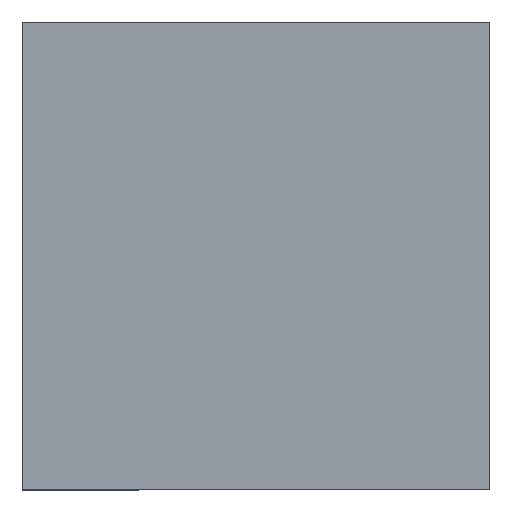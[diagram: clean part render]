
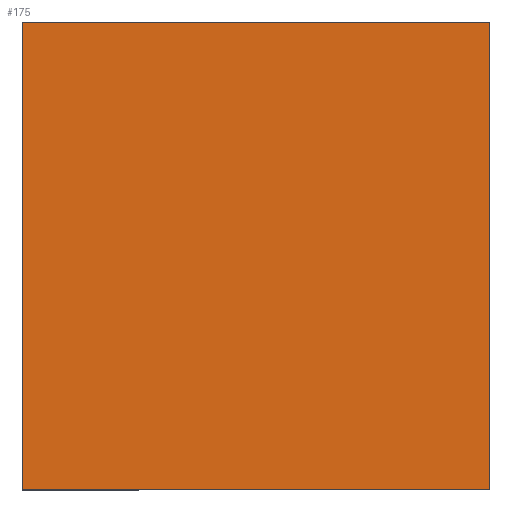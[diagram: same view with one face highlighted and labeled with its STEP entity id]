
A CAD part, top view. The second image highlights one B-rep face of the part: STEP entity #175.
In plain terms, the highlighted planar face has unit normal (0, 0, 1).
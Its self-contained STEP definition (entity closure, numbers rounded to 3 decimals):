
#2 = LINE ( 'NONE', #102, #233 ) ;
#8 = DIRECTION ( 'NONE',  ( 0., -1., 0. ) ) ;
#10 = VERTEX_POINT ( 'NONE', #226 ) ;
#11 = VERTEX_POINT ( 'NONE', #123 ) ;
#13 = DIRECTION ( 'NONE',  ( 0., 0., 1. ) ) ;
#28 = LINE ( 'NONE', #183, #66 ) ;
#29 = PLANE ( 'NONE',  #95 ) ;
#30 = CARTESIAN_POINT ( 'NONE',  ( -50.8, 50.8, 1. ) ) ;
#31 = ORIENTED_EDGE ( 'NONE', *, *, #136, .T. ) ;
#33 = FACE_OUTER_BOUND ( 'NONE', #96, .T. ) ;
#35 = ORIENTED_EDGE ( 'NONE', *, *, #193, .T. ) ;
#39 = VECTOR ( 'NONE', #45, 1000. ) ;
#45 = DIRECTION ( 'NONE',  ( 1., 0., 0. ) ) ;
#64 = VERTEX_POINT ( 'NONE', #224 ) ;
#66 = VECTOR ( 'NONE', #131, 1000. ) ;
#72 = ORIENTED_EDGE ( 'NONE', *, *, #148, .T. ) ;
#77 = LINE ( 'NONE', #112, #39 ) ;
#83 = CARTESIAN_POINT ( 'NONE',  ( 0., 0., 1. ) ) ;
#95 = AXIS2_PLACEMENT_3D ( 'NONE', #83, #13, #234 ) ;
#96 = EDGE_LOOP ( 'NONE', ( #31, #72, #35, #194 ) ) ;
#102 = CARTESIAN_POINT ( 'NONE',  ( -50.8, 50.8, 1. ) ) ;
#111 = VECTOR ( 'NONE', #132, 1000. ) ;
#112 = CARTESIAN_POINT ( 'NONE',  ( -50.8, -50.8, 1. ) ) ;
#123 = CARTESIAN_POINT ( 'NONE',  ( -50.8, 50.8, 1. ) ) ;
#127 = VERTEX_POINT ( 'NONE', #207 ) ;
#131 = DIRECTION ( 'NONE',  ( 0., 1., 0. ) ) ;
#132 = DIRECTION ( 'NONE',  ( -1., 0., 0. ) ) ;
#136 = EDGE_CURVE ( 'NONE', #11, #64, #2, .T. ) ;
#148 = EDGE_CURVE ( 'NONE', #64, #127, #77, .T. ) ;
#171 = LINE ( 'NONE', #30, #111 ) ;
#175 = ADVANCED_FACE ( 'NONE', ( #33 ), #29, .T. ) ;
#183 = CARTESIAN_POINT ( 'NONE',  ( 50.8, 50.8, 1. ) ) ;
#193 = EDGE_CURVE ( 'NONE', #127, #10, #28, .T. ) ;
#194 = ORIENTED_EDGE ( 'NONE', *, *, #213, .T. ) ;
#207 = CARTESIAN_POINT ( 'NONE',  ( 50.8, -50.8, 1. ) ) ;
#213 = EDGE_CURVE ( 'NONE', #10, #11, #171, .T. ) ;
#224 = CARTESIAN_POINT ( 'NONE',  ( -50.8, -50.8, 1. ) ) ;
#226 = CARTESIAN_POINT ( 'NONE',  ( 50.8, 50.8, 1. ) ) ;
#233 = VECTOR ( 'NONE', #8, 1000. ) ;
#234 = DIRECTION ( 'NONE',  ( 1., 0., 0. ) ) ;
